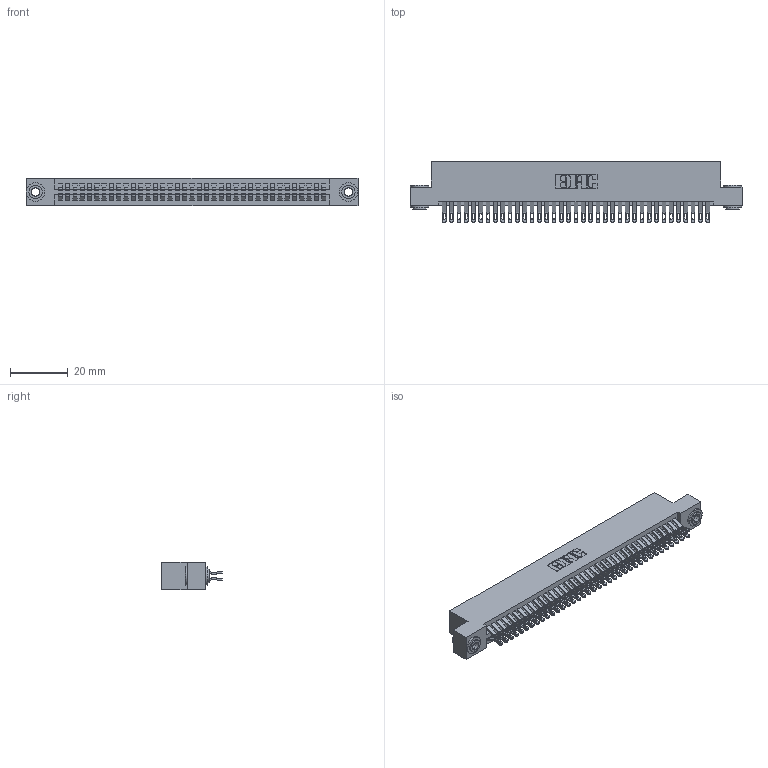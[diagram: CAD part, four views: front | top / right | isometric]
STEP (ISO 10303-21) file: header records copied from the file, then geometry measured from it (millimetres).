
FILE_DESCRIPTION (( 'STEP AP203' ), '1' );
FILE_NAME ('345-074-555-203.STEP', '2019-10-31T07:35:30', ( '' ), ( '' ), 'SwSTEP 2.0', 'SolidWorks 2016', '' );
FILE_SCHEMA (( 'CONFIG_CONTROL_DESIGN' ));
Length unit declared in the file: inch
Products named in the file (4): 345 Part_Flush Mounting Lugs - 0.156 Dia-TH; 345-292-001_555 Tail; 345-074-555-203; 345-250-002_345-250-002-102
Assembly tree (77 placements, depth 2):
  345-074-555-203
    345 Part_Flush Mounting Lugs - 0.156 Dia-TH
    345-292-001_555 Tail  x74
    345-250-002_345-250-002-102  x2
Bounding box: 115.19 x 21.13 x 9.4 mm (x, y, z)
Volume: 11377.2 mm3; surface area: 17672 mm2
Topology: 77 solids, 77 shells, 4308 faces, 13515 edges, 9006 vertices
Faces by surface type: plane 2384, cylinder 1916, cone 8
Entity records: 30680 total; most frequent: CARTESIAN_POINT 5157, ORIENTED_EDGE 5054, DIRECTION 4553, EDGE_CURVE 2527, LINE 2203, VECTOR 2203, VERTEX_POINT 1682, AXIS2_PLACEMENT_3D 1175
